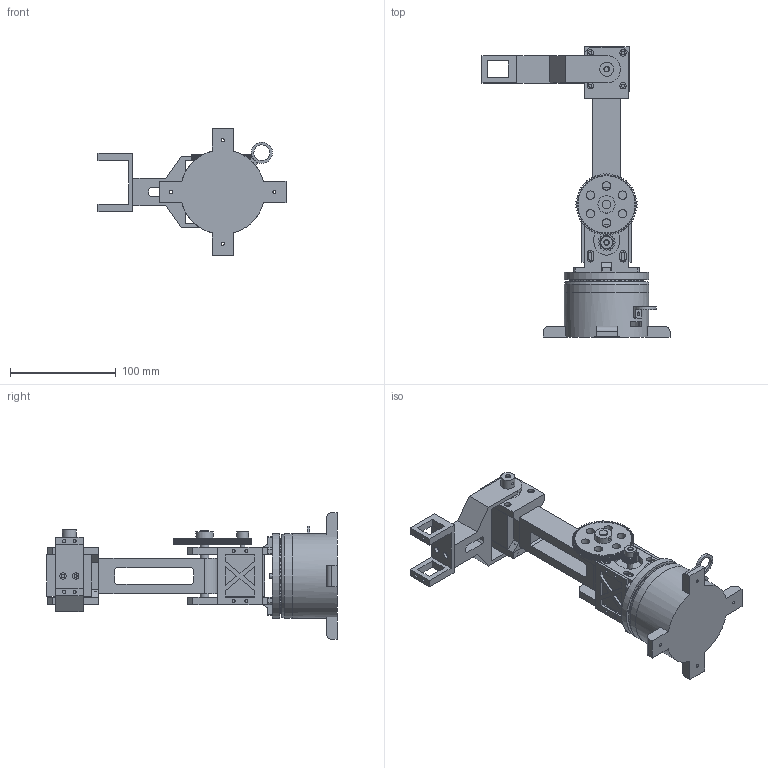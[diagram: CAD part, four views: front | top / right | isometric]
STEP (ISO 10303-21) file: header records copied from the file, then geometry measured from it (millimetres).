
FILE_DESCRIPTION(/* description */ (''),/* implementation_level */ '2;1');
FILE_NAME(/* name */ 'Floppy.step',/* time_stamp */ '2020-04-16T16:00:21+02:00',/* author */ (''),/* organization */ (''),/* preprocessor_version */ 'ST-DEVELOPER v18.1',/* originating_system */ 'Autodesk Translation Framework v9.2.0.1227',/* authorisation */ '');
FILE_SCHEMA (('AUTOMOTIVE_DESIGN { 1 0 10303 214 3 1 1 }'));
Length unit declared in the file: millimetre
Products named in the file (17): Floppy; Base; Bearings; Rotation; MotorHolder; BallBearing; Motor (1); Axe Holder; BallBearing (1); Axe; Gear; SmallGear; Arm; BallBearing (2); Motor; Axe (1); Grip
Assembly tree (17 placements, depth 4):
  Floppy
    Base
      Motor
      Bearings
    Rotation
      MotorHolder
        BallBearing
        Motor (1)
      Axe Holder
        BallBearing (1)
      Axe
      Gear
      SmallGear
    Arm
      BallBearing (2)
      Motor
      Axe (1)
    Grip
Bounding box: 178 x 274.75 x 120 mm (x, y, z)
Volume: 552308.6 mm3; surface area: 206297 mm2
Topology: 82 solids, 82 shells, 1447 faces, 3900 edges, 2612 vertices
Faces by surface type: plane 857, cylinder 475, bspline 60, sphere 36, cone 13, torus 6
Full cylindrical faces by diameter (mm): 2.7 x33, 3 x40, 3.5 x2, 4 x21, 4.5 x3, 5.25 x3, 6 x22, 8 x12, 8.25 x1, 10 x21, 11.25 x1, 13.25 x2, 13.681 x6, 15 x1, 16.25 x1, 16.319 x6, 21.75 x3, 22 x3, 24 x1, 30 x1, 58 x1, 61.75 x1, 62 x1, 74 x1, 74.75 x1, 80 x3
Entity records: 47132 total; most frequent: CARTESIAN_POINT 9635, ORIENTED_EDGE 7626, DIRECTION 7545, EDGE_CURVE 3813, VERTEX_POINT 2602, LINE 2575, VECTOR 2575, AXIS2_PLACEMENT_3D 2485
